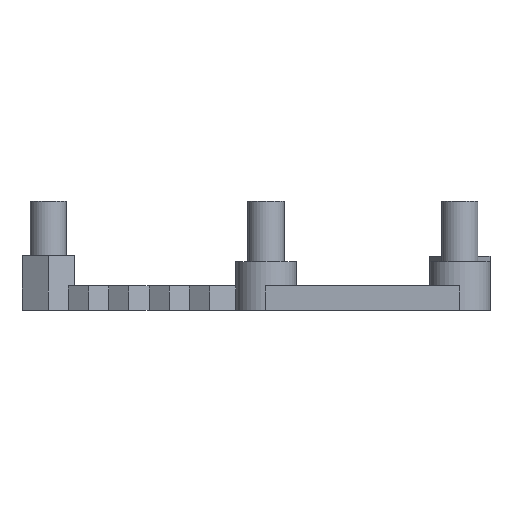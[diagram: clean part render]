
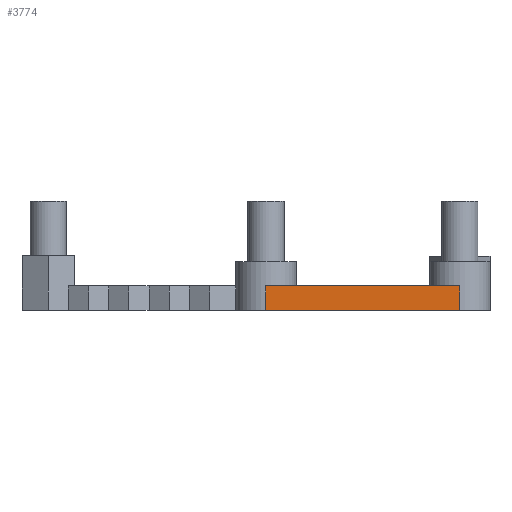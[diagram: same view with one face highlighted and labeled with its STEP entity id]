
A CAD part, top view. The second image highlights one B-rep face of the part: STEP entity #3774.
In plain terms, the highlighted planar face has unit normal (0, 0, 1).
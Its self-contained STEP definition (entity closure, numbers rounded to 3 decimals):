
#235=DIRECTION('',(-1.,0.,0.));
#236=VECTOR('',#235,16.);
#237=CARTESIAN_POINT('',(8.,0.,2.5));
#238=LINE('',#237,#236);
#733=DIRECTION('',(-1.,0.,0.));
#734=VECTOR('',#733,16.);
#735=CARTESIAN_POINT('',(8.,-2.,2.5));
#736=LINE('',#735,#734);
#977=DIRECTION('',(0.,-1.,0.));
#978=VECTOR('',#977,2.);
#979=CARTESIAN_POINT('',(-8.,0.,2.5));
#980=LINE('',#979,#978);
#1387=DIRECTION('',(0.,-1.,0.));
#1388=VECTOR('',#1387,2.);
#1389=CARTESIAN_POINT('',(8.,0.,2.5));
#1390=LINE('',#1389,#1388);
#1569=CARTESIAN_POINT('',(8.,-2.,2.5));
#1570=VERTEX_POINT('',#1569);
#1571=CARTESIAN_POINT('',(-8.,-2.,2.5));
#1572=VERTEX_POINT('',#1571);
#1577=CARTESIAN_POINT('',(8.,0.,2.5));
#1578=VERTEX_POINT('',#1577);
#1579=CARTESIAN_POINT('',(-8.,0.,2.5));
#1581=VERTEX_POINT('',#1579);
#3763=CARTESIAN_POINT('',(8.,0.,2.5));
#3764=DIRECTION('',(0.,0.,1.));
#3765=DIRECTION('',(-1.,0.,0.));
#3766=AXIS2_PLACEMENT_3D('',#3763,#3764,#3765);
#3767=PLANE('',#3766);
#3768=ORIENTED_EDGE('',*,*,#2088,.F.);
#3769=ORIENTED_EDGE('',*,*,#2905,.T.);
#3770=ORIENTED_EDGE('',*,*,#2409,.T.);
#3771=ORIENTED_EDGE('',*,*,#2842,.F.);
#3772=EDGE_LOOP('',(#3768,#3769,#3770,#3771));
#3773=FACE_OUTER_BOUND('',#3772,.F.);
#3774=ADVANCED_FACE('',(#3773),#3767,.T.);
#2088=EDGE_CURVE('',#1578,#1581,#238,.T.);
#2409=EDGE_CURVE('',#1570,#1572,#736,.T.);
#2842=EDGE_CURVE('',#1581,#1572,#980,.T.);
#2905=EDGE_CURVE('',#1578,#1570,#1390,.T.);
